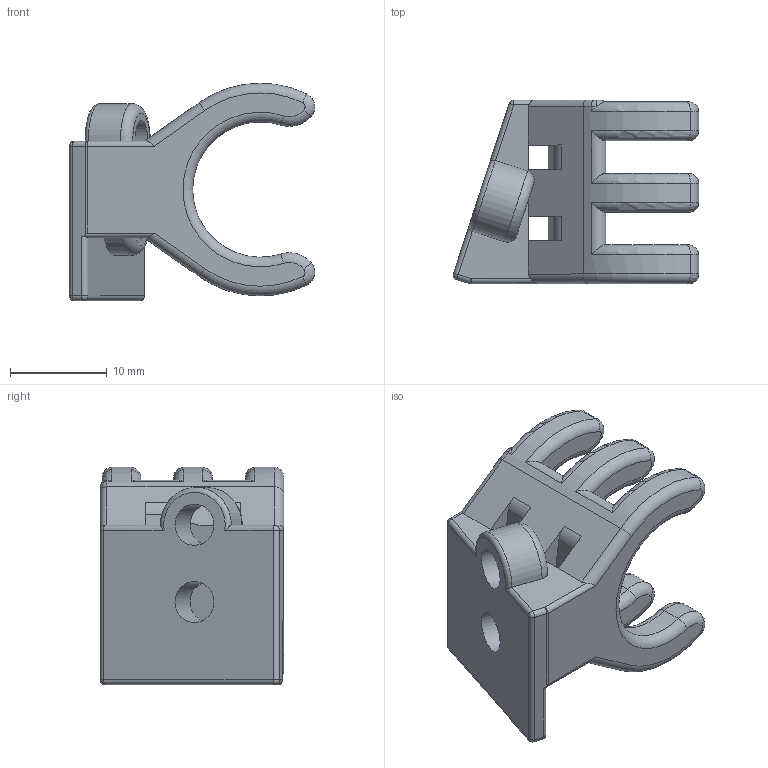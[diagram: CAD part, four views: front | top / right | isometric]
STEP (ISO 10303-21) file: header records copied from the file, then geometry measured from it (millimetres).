
FILE_DESCRIPTION(/* description */ (''),/* implementation_level */ '2;1');
FILE_NAME(/* name */ 'Cable holder.step',/* time_stamp */ '2022-11-12T16:40:03-06:00',/* author */ (''),/* organization */ (''),/* preprocessor_version */ 'ST-DEVELOPER v19.2',/* originating_system */ 'Autodesk Translation Framework v11.17.0.187',/* authorisation */ '');
FILE_SCHEMA (('AUTOMOTIVE_DESIGN { 1 0 10303 214 3 1 1 }'));
Length unit declared in the file: millimetre
Products named in the file (1): Cable holder
Bounding box: 25.4 x 19 x 22.5 mm (x, y, z)
Volume: 3770.4 mm3; surface area: 2801 mm2
Topology: 1 solids, 1 shells, 167 faces, 425 edges, 254 vertices
Faces by surface type: cylinder 58, torus 41, plane 37, bspline 24, sphere 7
Full cylindrical faces by diameter (mm): 4.25 x2
Entity records: 6039 total; most frequent: CARTESIAN_POINT 1978, DIRECTION 893, ORIENTED_EDGE 850, EDGE_CURVE 425, AXIS2_PLACEMENT_3D 377, VERTEX_POINT 254, CIRCLE 225, EDGE_LOOP 169
